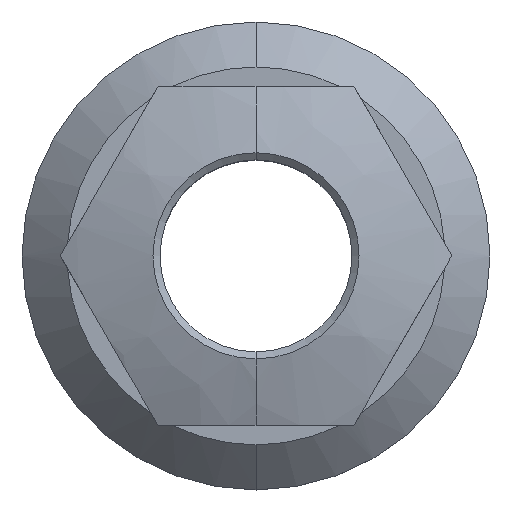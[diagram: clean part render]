
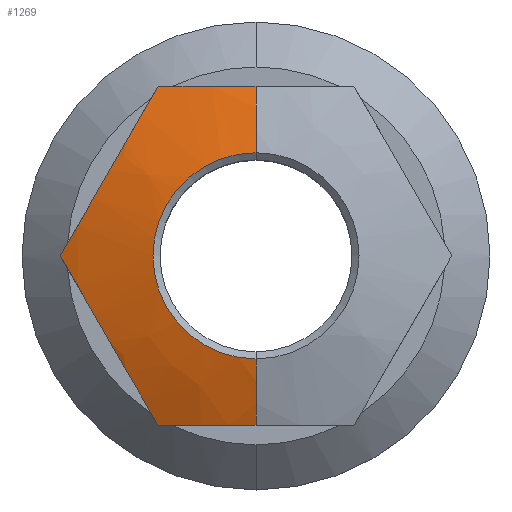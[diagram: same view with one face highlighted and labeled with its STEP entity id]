
A CAD part, top view. The second image highlights one B-rep face of the part: STEP entity #1269.
In plain terms, the highlighted free-form (B-spline) face has degree [3, 3] with [4, 4] control points.
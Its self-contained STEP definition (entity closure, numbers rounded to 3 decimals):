
#520=CARTESIAN_POINT('',(-3.263,5.651,2.658));
#521=CARTESIAN_POINT('',(-3.342,5.513,2.694));
#522=CARTESIAN_POINT('',(-3.502,5.236,2.762));
#523=CARTESIAN_POINT('',(-3.748,4.81,2.849));
#524=CARTESIAN_POINT('',(-3.997,4.379,2.919));
#525=CARTESIAN_POINT('',(-4.246,3.947,2.972));
#526=CARTESIAN_POINT('',(-4.496,3.515,3.008));
#527=CARTESIAN_POINT('',(-4.745,3.083,3.026));
#528=CARTESIAN_POINT('',(-4.995,2.65,3.028));
#529=CARTESIAN_POINT('',(-5.245,2.218,3.013));
#530=CARTESIAN_POINT('',(-5.494,1.786,2.98));
#531=CARTESIAN_POINT('',(-5.742,1.356,2.931));
#532=CARTESIAN_POINT('',(-5.994,0.92,2.863));
#533=CARTESIAN_POINT('',(-6.252,0.473,2.775));
#534=CARTESIAN_POINT('',(-6.433,0.159,2.7));
#535=CARTESIAN_POINT('',(-6.525,0.,2.658));
#537=CARTESIAN_POINT('',(0.,5.651,3.027));
#538=CARTESIAN_POINT('',(-0.137,5.651,3.027));
#539=CARTESIAN_POINT('',(-0.411,5.651,3.023));
#540=CARTESIAN_POINT('',(-0.822,5.651,3.005));
#541=CARTESIAN_POINT('',(-1.231,5.651,2.977));
#542=CARTESIAN_POINT('',(-1.641,5.651,2.936));
#543=CARTESIAN_POINT('',(-2.048,5.651,2.885));
#544=CARTESIAN_POINT('',(-2.455,5.651,2.821));
#545=CARTESIAN_POINT('',(-2.86,5.651,2.746));
#546=CARTESIAN_POINT('',(-3.128,5.651,2.688));
#547=CARTESIAN_POINT('',(-3.263,5.651,2.658));
#549=CARTESIAN_POINT('',(0.,0.288,-10.899));
#550=DIRECTION('',(1.,0.,0.));
#551=DIRECTION('',(0.,0.359,0.933));
#552=AXIS2_PLACEMENT_3D('',#549,#550,#551);
#554=CARTESIAN_POINT('',(0.,-0.288,-10.899));
#555=DIRECTION('',(-1.,0.,0.));
#556=DIRECTION('',(0.,-0.359,0.933));
#557=AXIS2_PLACEMENT_3D('',#554,#555,#556);
#559=CARTESIAN_POINT('',(-3.263,-5.651,2.658));
#560=CARTESIAN_POINT('',(-3.128,-5.651,2.688));
#561=CARTESIAN_POINT('',(-2.859,-5.651,2.746));
#562=CARTESIAN_POINT('',(-2.454,-5.651,2.821));
#563=CARTESIAN_POINT('',(-2.047,-5.651,2.885));
#564=CARTESIAN_POINT('',(-1.639,-5.651,2.937));
#565=CARTESIAN_POINT('',(-1.23,-5.651,2.977));
#566=CARTESIAN_POINT('',(-0.821,-5.651,
3.005));
#567=CARTESIAN_POINT('',(-0.411,-5.651,
3.023));
#568=CARTESIAN_POINT('',(-0.137,-5.651,
3.027));
#569=CARTESIAN_POINT('',(0.,-5.651,
3.027));
#571=CARTESIAN_POINT('',(-6.525,0.,2.658));
#572=CARTESIAN_POINT('',(-6.432,-0.161,
2.7));
#573=CARTESIAN_POINT('',(-6.249,-0.478,
2.777));
#574=CARTESIAN_POINT('',(-5.988,-0.93,
2.865));
#575=CARTESIAN_POINT('',(-5.735,-1.369,2.933));
#576=CARTESIAN_POINT('',(-5.486,-1.8,2.981));
#577=CARTESIAN_POINT('',(-5.237,-2.231,3.013));
#578=CARTESIAN_POINT('',(-4.988,-2.661,3.028));
#579=CARTESIAN_POINT('',(-4.739,-3.093,3.026));
#580=CARTESIAN_POINT('',(-4.49,-3.524,3.007));
#581=CARTESIAN_POINT('',(-4.242,-3.954,2.971));
#582=CARTESIAN_POINT('',(-3.994,-4.384,2.918));
#583=CARTESIAN_POINT('',(-3.746,-4.813,2.848));
#584=CARTESIAN_POINT('',(-3.501,-5.238,2.762));
#585=CARTESIAN_POINT('',(-3.341,-5.514,2.694));
#586=CARTESIAN_POINT('',(-3.263,-5.651,2.658));
#598=CARTESIAN_POINT('',(0.,5.651,3.027));
#634=CARTESIAN_POINT('',(0.,-5.651,
3.027));
#659=CARTESIAN_POINT('',(0.,0.,3.688));
#660=DIRECTION('',(0.,0.,1.));
#661=DIRECTION('',(0.,1.,0.));
#662=AXIS2_PLACEMENT_3D('',#659,#660,#661);
#682=CARTESIAN_POINT('',(0.,3.435,3.688));
#683=VERTEX_POINT('',#682);
#702=CARTESIAN_POINT('',(0.,-3.435,3.688));
#703=VERTEX_POINT('',#702);
#745=VERTEX_POINT('',#598);
#748=VERTEX_POINT('',#634);
#749=VERTEX_POINT('',#520);
#750=VERTEX_POINT('',#535);
#751=VERTEX_POINT('',#559);
#1240=CARTESIAN_POINT('',(0.,-3.435,3.688));
#1241=CARTESIAN_POINT('',(0.,-4.5,3.458));
#1242=CARTESIAN_POINT('',(0.,-5.535,3.113));
#1243=CARTESIAN_POINT('',(0.,-6.525,2.658));
#1244=CARTESIAN_POINT('',(-6.869,-3.435,3.688));
#1245=CARTESIAN_POINT('',(-9.001,-4.5,
3.458));
#1246=CARTESIAN_POINT('',(-11.069,-5.535,
3.113));
#1247=CARTESIAN_POINT('',(-13.05,-6.525,2.658));
#1248=CARTESIAN_POINT('',(-6.869,3.435,3.688));
#1249=CARTESIAN_POINT('',(-9.001,4.5,3.458));
#1250=CARTESIAN_POINT('',(-11.069,5.535,3.113));
#1251=CARTESIAN_POINT('',(-13.05,6.525,2.658));
#1252=CARTESIAN_POINT('',(0.,3.435,3.688));
#1253=CARTESIAN_POINT('',(0.,4.5,3.458));
#1254=CARTESIAN_POINT('',(0.,5.535,3.113));
#1255=CARTESIAN_POINT('',(0.,6.525,2.658));
#1256=(BOUNDED_SURFACE()B_SPLINE_SURFACE(3,3,((#1240,#1241,#1242,#1243),(#1244,
#1245,#1246,#1247),(#1248,#1249,#1250,#1251),(#1252,#1253,#1254,#1255)),
.UNSPECIFIED.,.F.,.F.,.F.)B_SPLINE_SURFACE_WITH_KNOTS((4,4),(4,4),(0.,1.),(
0.,1.),.UNSPECIFIED.)GEOMETRIC_REPRESENTATION_ITEM()RATIONAL_B_SPLINE_SURFACE(((2.006,1.998,1.998,2.006),(
0.669,0.666,0.666,0.669),(
0.669,0.666,0.666,0.669),(
2.006,1.998,1.998,2.006)))REPRESENTATION_ITEM('')SURFACE());
#1257=ORIENTED_EDGE('',*,*,#1150,.F.);
#1258=ORIENTED_EDGE('',*,*,#1169,.F.);
#1260=ORIENTED_EDGE('',*,*,#1259,.T.);
#1262=ORIENTED_EDGE('',*,*,#1261,.T.);
#1264=ORIENTED_EDGE('',*,*,#1263,.F.);
#1265=ORIENTED_EDGE('',*,*,#1217,.F.);
#1266=ORIENTED_EDGE('',*,*,#1234,.F.);
#1267=EDGE_LOOP('',(#1257,#1258,#1260,#1262,#1264,#1265,#1266));
#1268=FACE_OUTER_BOUND('',#1267,.F.);
#1269=ADVANCED_FACE('',(#1268),#1256,.T.);
#536=B_SPLINE_CURVE_WITH_KNOTS('',3,(#520,#521,#522,#523,#524,#525,#526,#527,
#528,#529,#530,#531,#532,#533,#534,#535),.UNSPECIFIED.,.F.,.F.,(4,1,1,1,1,1,1,1,
1,1,1,1,1,4),(0.,0.077,0.154,0.231,
0.308,0.385,0.462,0.538,
0.615,0.692,0.769,0.846,
0.923,1.),.UNSPECIFIED.);
#548=B_SPLINE_CURVE_WITH_KNOTS('',3,(#537,#538,#539,#540,#541,#542,#543,#544,
#545,#546,#547),.UNSPECIFIED.,.F.,.F.,(4,1,1,1,1,1,1,1,4),(0.,0.125,0.25,
0.375,0.5,0.625,0.75,0.875,1.),.UNSPECIFIED.);
#553=CIRCLE('',#552,14.922);
#558=CIRCLE('',#557,14.922);
#570=B_SPLINE_CURVE_WITH_KNOTS('',3,(#559,#560,#561,#562,#563,#564,#565,#566,
#567,#568,#569),.UNSPECIFIED.,.F.,.F.,(4,1,1,1,1,1,1,1,4),(0.,0.125,0.25,
0.375,0.5,0.625,0.75,0.875,1.),.UNSPECIFIED.);
#587=B_SPLINE_CURVE_WITH_KNOTS('',3,(#571,#572,#573,#574,#575,#576,#577,#578,
#579,#580,#581,#582,#583,#584,#585,#586),.UNSPECIFIED.,.F.,.F.,(4,1,1,1,1,1,1,1,
1,1,1,1,1,4),(0.,0.077,0.154,0.231,
0.308,0.385,0.462,0.538,
0.615,0.692,0.769,0.846,
0.923,1.),.UNSPECIFIED.);
#663=CIRCLE('',#662,3.435);
#1150=EDGE_CURVE('',#749,#750,#536,.T.);
#1169=EDGE_CURVE('',#745,#749,#548,.T.);
#1217=EDGE_CURVE('',#751,#748,#570,.T.);
#1234=EDGE_CURVE('',#750,#751,#587,.T.);
#1259=EDGE_CURVE('',#745,#683,#553,.T.);
#1261=EDGE_CURVE('',#683,#703,#663,.T.);
#1263=EDGE_CURVE('',#748,#703,#558,.T.);
